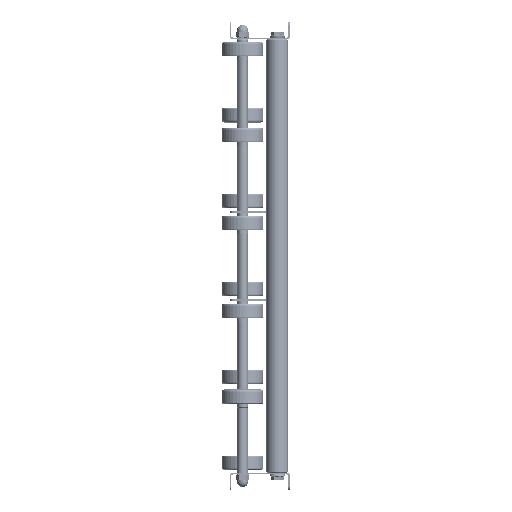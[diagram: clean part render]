
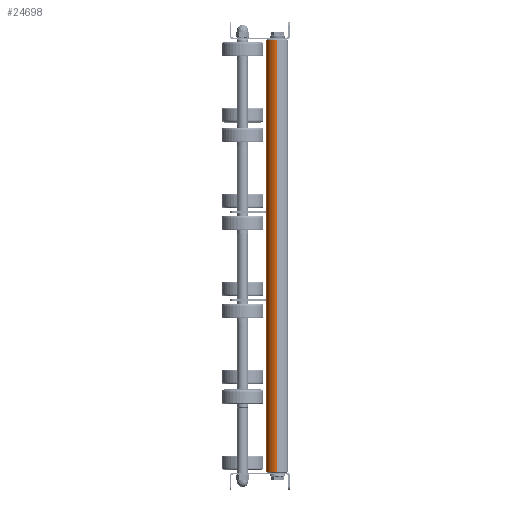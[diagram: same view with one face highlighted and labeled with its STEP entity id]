
A CAD part, left-side view. The second image highlights one B-rep face of the part: STEP entity #24698.
In plain terms, the highlighted cylindrical face has radius 12.5 mm (diameter 25 mm), a partial arc.
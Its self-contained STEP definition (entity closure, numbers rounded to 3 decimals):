
#708 = AXIS2_PLACEMENT_3D ( 'NONE', #4248, #12801, #9061 ) ;
#823 = CARTESIAN_POINT ( 'NONE',  ( 1., 0., 0. ) ) ;
#4248 = CARTESIAN_POINT ( 'NONE',  ( 499., 0., 0. ) ) ;
#4439 = ORIENTED_EDGE ( 'NONE', *, *, #22148, .T. ) ;
#7564 = VERTEX_POINT ( 'NONE', #18949 ) ;
#7600 = DIRECTION ( 'NONE',  ( 0., 0., 1. ) ) ;
#8883 = AXIS2_PLACEMENT_3D ( 'NONE', #32447, #28681, #7600 ) ;
#9061 = DIRECTION ( 'NONE',  ( 0., 0., -1. ) ) ;
#10111 = ORIENTED_EDGE ( 'NONE', *, *, #50123, .T. ) ;
#10830 = VERTEX_POINT ( 'NONE', #35402 ) ;
#11598 = CYLINDRICAL_SURFACE ( 'NONE', #8883, 12.5 ) ;
#12801 = DIRECTION ( 'NONE',  ( -1., 0., 0. ) ) ;
#12899 = CARTESIAN_POINT ( 'NONE',  ( 500., 0., 12.5 ) ) ;
#14676 = ORIENTED_EDGE ( 'NONE', *, *, #30827, .F. ) ;
#15761 = VECTOR ( 'NONE', #45033, 1000. ) ;
#17774 = CIRCLE ( 'NONE', #708, 12.5 ) ;
#18949 = CARTESIAN_POINT ( 'NONE',  ( 499., 0., 12.5 ) ) ;
#20927 = DIRECTION ( 'NONE',  ( -1., 0., 0. ) ) ;
#21371 = CIRCLE ( 'NONE', #33363, 12.5 ) ;
#22148 = EDGE_CURVE ( 'NONE', #34286, #40156, #21371, .T. ) ;
#24684 = CARTESIAN_POINT ( 'NONE',  ( 1., 0., 12.5 ) ) ;
#24698 = ADVANCED_FACE ( 'NONE', ( #32177 ), #11598, .T. ) ;
#24888 = EDGE_LOOP ( 'NONE', ( #32660, #10111, #4439, #14676 ) ) ;
#28681 = DIRECTION ( 'NONE',  ( -1., 0., 0. ) ) ;
#30827 = EDGE_CURVE ( 'NONE', #7564, #40156, #37494, .T. ) ;
#32177 = FACE_OUTER_BOUND ( 'NONE', #24888, .T. ) ;
#32426 = CARTESIAN_POINT ( 'NONE',  ( 500., 0., -12.5 ) ) ;
#32447 = CARTESIAN_POINT ( 'NONE',  ( 500., 0., 0. ) ) ;
#32660 = ORIENTED_EDGE ( 'NONE', *, *, #45278, .T. ) ;
#33363 = AXIS2_PLACEMENT_3D ( 'NONE', #823, #45257, #41726 ) ;
#34286 = VERTEX_POINT ( 'NONE', #43009 ) ;
#35402 = CARTESIAN_POINT ( 'NONE',  ( 499., 0., -12.5 ) ) ;
#37494 = LINE ( 'NONE', #12899, #51501 ) ;
#40156 = VERTEX_POINT ( 'NONE', #24684 ) ;
#41726 = DIRECTION ( 'NONE',  ( 0., 0., -1. ) ) ;
#43009 = CARTESIAN_POINT ( 'NONE',  ( 1., 0., -12.5 ) ) ;
#45033 = DIRECTION ( 'NONE',  ( -1., 0., 0. ) ) ;
#45257 = DIRECTION ( 'NONE',  ( 1., 0., 0. ) ) ;
#45278 = EDGE_CURVE ( 'NONE', #7564, #10830, #17774, .T. ) ;
#49053 = LINE ( 'NONE', #32426, #15761 ) ;
#50123 = EDGE_CURVE ( 'NONE', #10830, #34286, #49053, .T. ) ;
#51501 = VECTOR ( 'NONE', #20927, 1000. ) ;
